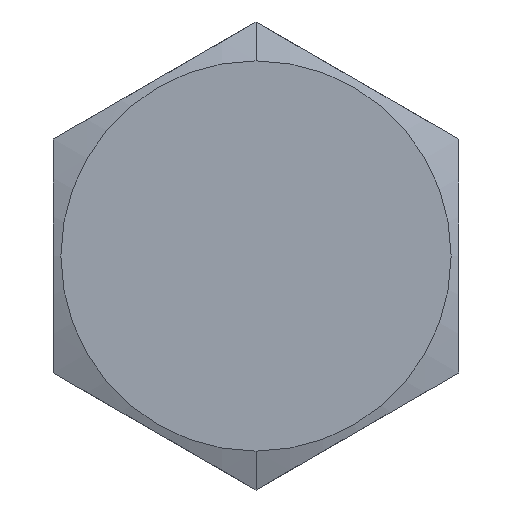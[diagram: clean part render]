
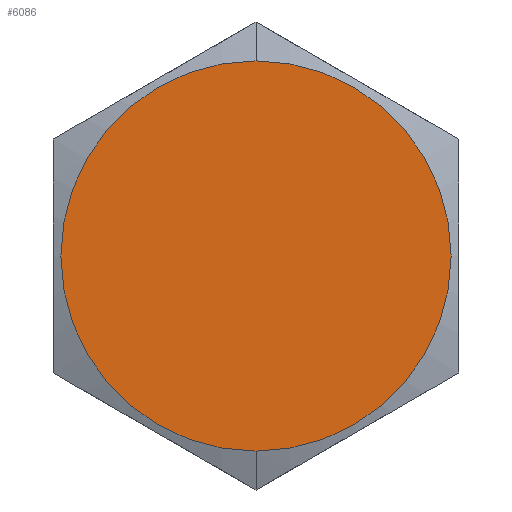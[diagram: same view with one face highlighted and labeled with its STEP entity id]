
A CAD part, left-side view. The second image highlights one B-rep face of the part: STEP entity #6086.
In plain terms, the highlighted planar face has unit normal (-1, 0, 0).
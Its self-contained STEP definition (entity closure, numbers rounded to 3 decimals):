
#646 = AXIS2_PLACEMENT_3D ( 'NONE', #830, #825, #824 ) ;
#658 = CIRCLE ( 'NONE', #715, 13. ) ;
#668 = CIRCLE ( 'NONE', #787, 13. ) ;
#715 = AXIS2_PLACEMENT_3D ( 'NONE', #6844, #6841, #6822 ) ;
#787 = AXIS2_PLACEMENT_3D ( 'NONE', #3446, #3445, #3444 ) ;
#824 = DIRECTION ( 'NONE',  ( 0., 0., -1. ) ) ;
#825 = DIRECTION ( 'NONE',  ( 1., 0., 0. ) ) ;
#827 = PLANE ( 'NONE',  #646 ) ;
#828 = FACE_OUTER_BOUND ( 'NONE', #2650, .T. ) ;
#830 = CARTESIAN_POINT ( 'NONE',  ( -21.5, 0., 0. ) ) ;
#2546 = CARTESIAN_POINT ( 'NONE',  ( -21.5, 0., 13. ) ) ;
#2613 = CARTESIAN_POINT ( 'NONE',  ( -21.5, 0., -13. ) ) ;
#2650 = EDGE_LOOP ( 'NONE', ( #2864, #2865 ) ) ;
#2864 = ORIENTED_EDGE ( 'NONE', *, *, #6049, .T. ) ;
#2865 = ORIENTED_EDGE ( 'NONE', *, *, #5940, .T. ) ;
#2950 = VERTEX_POINT ( 'NONE', #2613 ) ;
#3444 = DIRECTION ( 'NONE',  ( 0., 0., 1. ) ) ;
#3445 = DIRECTION ( 'NONE',  ( -1., 0., 0. ) ) ;
#3446 = CARTESIAN_POINT ( 'NONE',  ( -21.5, 0., 0. ) ) ;
#5507 = VERTEX_POINT ( 'NONE', #2546 ) ;
#5940 = EDGE_CURVE ( 'NONE', #2950, #5507, #658, .T. ) ;
#6049 = EDGE_CURVE ( 'NONE', #5507, #2950, #668, .T. ) ;
#6086 = ADVANCED_FACE ( 'NONE', ( #828 ), #827, .F. ) ;
#6822 = DIRECTION ( 'NONE',  ( 0., 0., 1. ) ) ;
#6841 = DIRECTION ( 'NONE',  ( -1., 0., 0. ) ) ;
#6844 = CARTESIAN_POINT ( 'NONE',  ( -21.5, 0., 0. ) ) ;
